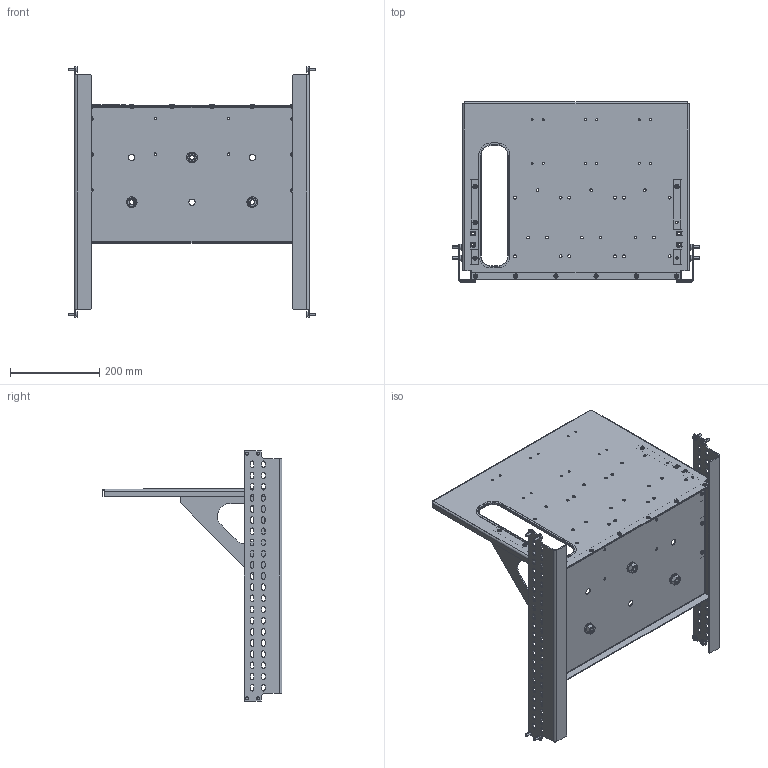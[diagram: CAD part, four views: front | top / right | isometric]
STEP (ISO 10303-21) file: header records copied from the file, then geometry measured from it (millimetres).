
FILE_DESCRIPTION (( 'STEP AP214' ), '1' );
FILE_NAME ('MPFC150 Ìîäóëü ìîíòàæíûé äëÿ óñòðîéñòâà ÓÊÐÌ 3õ50 êÂÀð.step', '2020-11-05T18:33:50', ( '' ), ( '' ), 'SwSTEP 2.0', 'SolidWorks 2019', '' );
FILE_SCHEMA (( 'AUTOMOTIVE_DESIGN' ));
Length unit declared in the file: millimetre
Products named in the file (52): ﾘ琺矜 01.019 ﾃﾎﾑﾒ11371-78; Ãàéêà êëåòåâàÿ Ì6_3À; Çàêëåïêà 5,0õ8; Âèíò ñàìîíàðåçàþùèé Ì6 DIN 7516À; Çàùèòíàÿ êðîìêà KG-020; Çàêëåïêà 5,0õ8_00; Ãàéêà ÃÎÑÒ 5927-70; AVT102.13.00.01 眈翴錪; AVT102.13.00.01 眈翴錪_00; AVT102.13.00.03 ﾐ裔; MPFC150 Ìîäóëü ìîíòàæíûé äëÿ óñòðîéñòâà ÓÊÐÌ 3õ50 êÂÀð; Ãàéêà ÃÎÑÒ 5927-70_12.6G.8; AVT001.08.00.02 ﾍ瑜粱_00; AVT001.08.00.02 ﾍ瑜粱; AVT102.13.00.03 凎摫螵00; Âèíò ñàìîíàðåçàþùèé Ì6 DIN 7516À_6å16; ﾘ琺矜 01.019 ﾃﾎﾑﾒ11371-78_12; AVT102.13.00.12 Ïàíåëü âåðòèêàëüíàÿ; AVT102.13.00.12 Ïàíåëü âåðòèêàëüíàÿ_00
Assembly tree (41 placements, depth 2):
  ﾘ琺矜 01.019 ﾃﾎﾑﾒ11371-78
  Ãàéêà êëåòåâàÿ Ì6_3À
  Çàêëåïêà 5,0õ8
  Ãàéêà êëåòåâàÿ Ì6_3À
  Âèíò ñàìîíàðåçàþùèé Ì6 DIN 7516À
Bounding box: 552 x 403 x 560 mm (x, y, z)
Volume: 1239503 mm3; surface area: 1166619.8 mm2
Topology: 41 solids, 41 shells, 1440 faces, 3810 edges, 2444 vertices
Faces by surface type: plane 728, cylinder 608, cone 56, bspline 32, sphere 16
Entity records: 22798 total; most frequent: CARTESIAN_POINT 3985, DIRECTION 3824, ORIENTED_EDGE 3596, EDGE_CURVE 1798, AXIS2_PLACEMENT_3D 1362, VERTEX_POINT 1157, LINE 1100, VECTOR 1100
